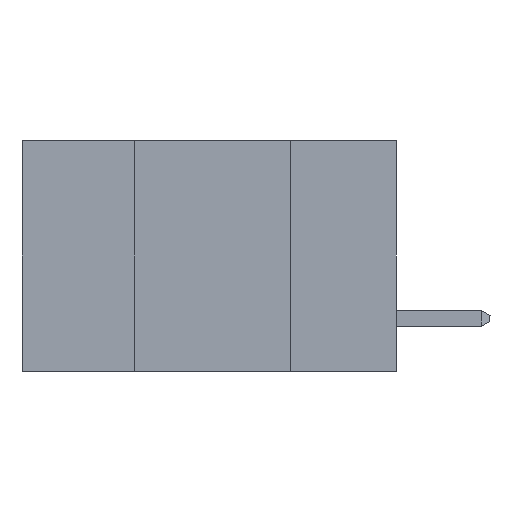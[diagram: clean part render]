
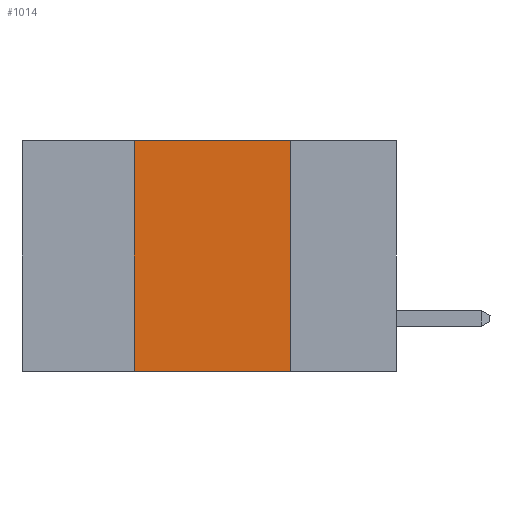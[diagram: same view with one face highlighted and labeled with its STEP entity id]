
A CAD part, left-side view. The second image highlights one B-rep face of the part: STEP entity #1014.
In plain terms, the highlighted planar face has unit normal (-1, 0, 0).
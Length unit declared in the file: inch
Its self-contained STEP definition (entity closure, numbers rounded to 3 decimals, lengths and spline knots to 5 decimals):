
#186 = CARTESIAN_POINT ( 'NONE',  ( 0., 0.42, -0.37 ) ) ;
#401 = LINE ( 'NONE', #186, #17613 ) ;
#1014 = ADVANCED_FACE ( 'NONE', ( #2298 ), #12068, .F. ) ;
#1344 = EDGE_LOOP ( 'NONE', ( #8874, #17139, #18503, #11157 ) ) ;
#1886 = DIRECTION ( 'NONE',  ( 0., 0., 1. ) ) ;
#2179 = DIRECTION ( 'NONE',  ( 1., 0., 0. ) ) ;
#2298 = FACE_OUTER_BOUND ( 'NONE', #1344, .T. ) ;
#2365 = LINE ( 'NONE', #8953, #17883 ) ;
#4107 = DIRECTION ( 'NONE',  ( 0., 0., -1. ) ) ;
#4615 = DIRECTION ( 'NONE',  ( 0., -1., 0. ) ) ;
#4831 = VERTEX_POINT ( 'NONE', #11904 ) ;
#5891 = VERTEX_POINT ( 'NONE', #17466 ) ;
#7995 = VECTOR ( 'NONE', #4615, 39.37008 ) ;
#8406 = EDGE_CURVE ( 'NONE', #4831, #16902, #401, .T. ) ;
#8874 = ORIENTED_EDGE ( 'NONE', *, *, #20113, .F. ) ;
#8953 = CARTESIAN_POINT ( 'NONE',  ( 0., 0.17, -0.37 ) ) ;
#9497 = CARTESIAN_POINT ( 'NONE',  ( 0., 0.17, 0. ) ) ;
#11057 = VECTOR ( 'NONE', #12211, 39.37008 ) ;
#11157 = ORIENTED_EDGE ( 'NONE', *, *, #15640, .T. ) ;
#11759 = EDGE_CURVE ( 'NONE', #16902, #13809, #15895, .T. ) ;
#11904 = CARTESIAN_POINT ( 'NONE',  ( 0., 0.42, -0.37 ) ) ;
#12006 = CARTESIAN_POINT ( 'NONE',  ( 0., 0.42, 0. ) ) ;
#12068 = PLANE ( 'NONE',  #12848 ) ;
#12211 = DIRECTION ( 'NONE',  ( 0., -1., 0. ) ) ;
#12848 = AXIS2_PLACEMENT_3D ( 'NONE', #13573, #2179, #4107 ) ;
#13573 = CARTESIAN_POINT ( 'NONE',  ( 0., 0.6, 0. ) ) ;
#13727 = DIRECTION ( 'NONE',  ( 0., 0., -1. ) ) ;
#13809 = VERTEX_POINT ( 'NONE', #9497 ) ;
#14301 = CARTESIAN_POINT ( 'NONE',  ( 0., 0.6, 0. ) ) ;
#15640 = EDGE_CURVE ( 'NONE', #4831, #5891, #17090, .T. ) ;
#15695 = CARTESIAN_POINT ( 'NONE',  ( 0., 0.6, -0.37 ) ) ;
#15895 = LINE ( 'NONE', #14301, #7995 ) ;
#16902 = VERTEX_POINT ( 'NONE', #12006 ) ;
#17090 = LINE ( 'NONE', #15695, #11057 ) ;
#17139 = ORIENTED_EDGE ( 'NONE', *, *, #11759, .F. ) ;
#17466 = CARTESIAN_POINT ( 'NONE',  ( 0., 0.17, -0.37 ) ) ;
#17613 = VECTOR ( 'NONE', #1886, 39.37008 ) ;
#17883 = VECTOR ( 'NONE', #13727, 39.37008 ) ;
#18503 = ORIENTED_EDGE ( 'NONE', *, *, #8406, .F. ) ;
#20113 = EDGE_CURVE ( 'NONE', #13809, #5891, #2365, .T. ) ;
